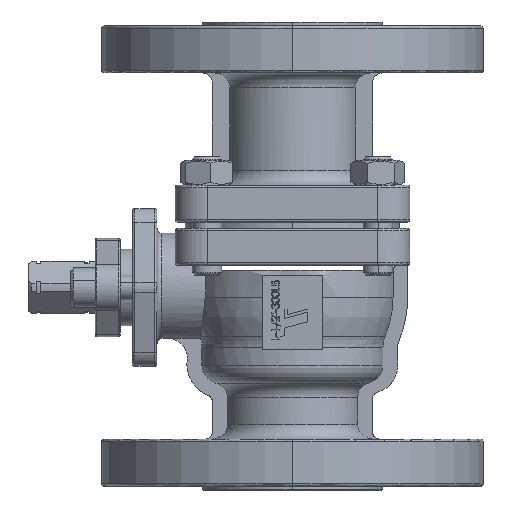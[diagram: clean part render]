
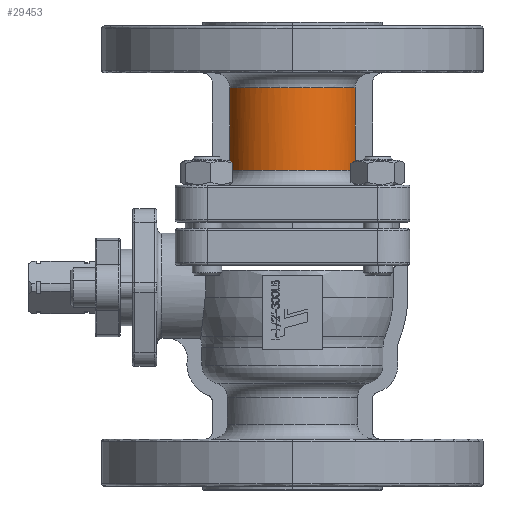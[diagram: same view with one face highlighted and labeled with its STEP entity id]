
A CAD part, left-side view. The second image highlights one B-rep face of the part: STEP entity #29453.
In plain terms, the highlighted cylindrical face has radius 26.5 mm (diameter 53 mm), a partial arc.
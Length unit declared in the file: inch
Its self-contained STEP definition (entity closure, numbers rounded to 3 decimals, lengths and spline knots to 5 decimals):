
#2365 = DIRECTION ( 'NONE',  ( 1., 0., 0. ) ) ;
#2857 = CARTESIAN_POINT ( 'NONE',  ( -0.40233, 0.96906, 1.87402 ) ) ;
#3389 = CARTESIAN_POINT ( 'NONE',  ( -0.29528, -1.00065, 1.87402 ) ) ;
#3710 = CARTESIAN_POINT ( 'NONE',  ( -0.29528, -1.00065, 1.87402 ) ) ;
#5389 = CARTESIAN_POINT ( 'NONE',  ( -0.29528, -1.00065, 3.19291 ) ) ;
#6666 = CARTESIAN_POINT ( 'NONE',  ( -0.29528, 1.00065, 3.19291 ) ) ;
#6835 = VERTEX_POINT ( 'NONE', #20095 ) ;
#6859 = CARTESIAN_POINT ( 'NONE',  ( -0.95481, 0.43507, 1.87402 ) ) ;
#6926 = CARTESIAN_POINT ( 'NONE',  ( -0.7688, 0.71407, 3.19291 ) ) ;
#6956 = CARTESIAN_POINT ( 'NONE',  ( -0.29528, 1.00065, 3.19291 ) ) ;
#8340 = EDGE_CURVE ( 'NONE', #43762, #28905, #22293, .T. ) ;
#10448 = CARTESIAN_POINT ( 'NONE',  ( -0.29528, 1.00065, 2.75328 ) ) ;
#10805 = B_SPLINE_CURVE_WITH_KNOTS ( 'NONE', 3,
 ( #5389, #21727, #38205, #26821, #47398, #27081, #48447, #27878, #10946, #51695, #51958, #44419, #18740, #6926, #31136, #23305, #31926, #6666 ),
 .UNSPECIFIED., .F., .F.,
 ( 4, 2, 2, 2, 2, 2, 2, 2, 4 ),
 ( 0., 0.125, 0.25, 0.375, 0.5, 0.625, 0.75, 0.875, 1. ),
 .UNSPECIFIED. ) ;
#10946 = CARTESIAN_POINT ( 'NONE',  ( -1.04331, -0.11162, 3.19291 ) ) ;
#11568 = ORIENTED_EDGE ( 'NONE', *, *, #48291, .T. ) ;
#11684 = CARTESIAN_POINT ( 'NONE',  ( -0.68751, -0.79264, 1.87402 ) ) ;
#13667 = ORIENTED_EDGE ( 'NONE', *, *, #22292, .T. ) ;
#14914 = CARTESIAN_POINT ( 'NONE',  ( -1.04331, -0.11162, 1.87402 ) ) ;
#15223 = FACE_OUTER_BOUND ( 'NONE', #17538, .T. ) ;
#17538 = EDGE_LOOP ( 'NONE', ( #46097, #37905, #13667, #11568 ) ) ;
#18740 = CARTESIAN_POINT ( 'NONE',  ( -0.90246, 0.53527, 3.19291 ) ) ;
#19285 = CARTESIAN_POINT ( 'NONE',  ( -0.29528, 1.00065, 1.87402 ) ) ;
#20095 = CARTESIAN_POINT ( 'NONE',  ( -0.29528, -1.00065, 3.19291 ) ) ;
#21727 = CARTESIAN_POINT ( 'NONE',  ( -0.40233, -0.96906, 3.19291 ) ) ;
#22292 = EDGE_CURVE ( 'NONE', #6835, #40383, #10805, .T. ) ;
#22293 = B_SPLINE_CURVE_WITH_KNOTS ( 'NONE', 3,
 ( #39721, #2857, #27270, #40244, #44084, #48380, #6859, #32116, #27812, #14914, #44353, #43801, #23231, #23752, #11684, #31324, #48645, #3389 ),
 .UNSPECIFIED., .F., .F.,
 ( 4, 2, 2, 2, 2, 2, 2, 2, 4 ),
 ( 0., 0.125, 0.25, 0.375, 0.5, 0.625, 0.75, 0.875, 1. ),
 .UNSPECIFIED. ) ;
#22602 = B_SPLINE_CURVE_WITH_KNOTS ( 'NONE', 3,
 ( #43507, #26445, #42964, #34283 ),
 .UNSPECIFIED., .F., .F.,
 ( 4, 4 ),
 ( 0., 1. ),
 .UNSPECIFIED. ) ;
#23231 = CARTESIAN_POINT ( 'NONE',  ( -0.90246, -0.53527, 1.87402 ) ) ;
#23305 = CARTESIAN_POINT ( 'NONE',  ( -0.50426, 0.92015, 3.19291 ) ) ;
#23752 = CARTESIAN_POINT ( 'NONE',  ( -0.7688, -0.71407, 1.87402 ) ) ;
#24125 = CARTESIAN_POINT ( 'NONE',  ( -0.29528, 1.00065, 1.87402 ) ) ;
#26445 = CARTESIAN_POINT ( 'NONE',  ( -0.29528, -1.00065, 2.31365 ) ) ;
#26477 = EDGE_CURVE ( 'NONE', #28905, #6835, #22602, .T. ) ;
#26807 = CYLINDRICAL_SURFACE ( 'NONE', #51787, 1.04331 ) ;
#26821 = CARTESIAN_POINT ( 'NONE',  ( -0.68751, -0.79264, 3.19291 ) ) ;
#27081 = CARTESIAN_POINT ( 'NONE',  ( -0.90246, -0.53527, 3.19291 ) ) ;
#27270 = CARTESIAN_POINT ( 'NONE',  ( -0.50426, 0.92015, 1.87402 ) ) ;
#27576 = B_SPLINE_CURVE_WITH_KNOTS ( 'NONE', 3,
 ( #6956, #10448, #48210, #19285 ),
 .UNSPECIFIED., .F., .F.,
 ( 4, 4 ),
 ( 0., 1. ),
 .UNSPECIFIED. ) ;
#27812 = CARTESIAN_POINT ( 'NONE',  ( -1.04331, 0.11162, 1.87402 ) ) ;
#27862 = CARTESIAN_POINT ( 'NONE',  ( 0., 0., 5.61846 ) ) ;
#27878 = CARTESIAN_POINT ( 'NONE',  ( -1.02524, -0.22322, 3.19291 ) ) ;
#28905 = VERTEX_POINT ( 'NONE', #3710 ) ;
#29453 = ADVANCED_FACE ( 'NONE', ( #15223 ), #26807, .T. ) ;
#31136 = CARTESIAN_POINT ( 'NONE',  ( -0.68751, 0.79264, 3.19291 ) ) ;
#31324 = CARTESIAN_POINT ( 'NONE',  ( -0.50426, -0.92015, 1.87402 ) ) ;
#31926 = CARTESIAN_POINT ( 'NONE',  ( -0.40233, 0.96906, 3.19291 ) ) ;
#32116 = CARTESIAN_POINT ( 'NONE',  ( -1.02524, 0.22322, 1.87402 ) ) ;
#34283 = CARTESIAN_POINT ( 'NONE',  ( -0.29528, -1.00065, 3.19291 ) ) ;
#37905 = ORIENTED_EDGE ( 'NONE', *, *, #26477, .T. ) ;
#38205 = CARTESIAN_POINT ( 'NONE',  ( -0.50426, -0.92015, 3.19291 ) ) ;
#39721 = CARTESIAN_POINT ( 'NONE',  ( -0.29528, 1.00065, 1.87402 ) ) ;
#39930 = CARTESIAN_POINT ( 'NONE',  ( -0.29528, 1.00065, 3.19291 ) ) ;
#40244 = CARTESIAN_POINT ( 'NONE',  ( -0.68751, 0.79264, 1.87402 ) ) ;
#40383 = VERTEX_POINT ( 'NONE', #39930 ) ;
#42964 = CARTESIAN_POINT ( 'NONE',  ( -0.29528, -1.00065, 2.75328 ) ) ;
#43507 = CARTESIAN_POINT ( 'NONE',  ( -0.29528, -1.00065, 1.87402 ) ) ;
#43762 = VERTEX_POINT ( 'NONE', #24125 ) ;
#43801 = CARTESIAN_POINT ( 'NONE',  ( -0.95481, -0.43507, 1.87402 ) ) ;
#44084 = CARTESIAN_POINT ( 'NONE',  ( -0.7688, 0.71407, 1.87402 ) ) ;
#44353 = CARTESIAN_POINT ( 'NONE',  ( -1.02524, -0.22322, 1.87402 ) ) ;
#44419 = CARTESIAN_POINT ( 'NONE',  ( -0.95481, 0.43507, 3.19291 ) ) ;
#46097 = ORIENTED_EDGE ( 'NONE', *, *, #8340, .T. ) ;
#47398 = CARTESIAN_POINT ( 'NONE',  ( -0.7688, -0.71407, 3.19291 ) ) ;
#48210 = CARTESIAN_POINT ( 'NONE',  ( -0.29528, 1.00065, 2.31365 ) ) ;
#48291 = EDGE_CURVE ( 'NONE', #40383, #43762, #27576, .T. ) ;
#48380 = CARTESIAN_POINT ( 'NONE',  ( -0.90246, 0.53527, 1.87402 ) ) ;
#48447 = CARTESIAN_POINT ( 'NONE',  ( -0.95481, -0.43507, 3.19291 ) ) ;
#48645 = CARTESIAN_POINT ( 'NONE',  ( -0.40233, -0.96906, 1.87402 ) ) ;
#51681 = DIRECTION ( 'NONE',  ( 0., 0., 1. ) ) ;
#51695 = CARTESIAN_POINT ( 'NONE',  ( -1.04331, 0.11162, 3.19291 ) ) ;
#51787 = AXIS2_PLACEMENT_3D ( 'NONE', #27862, #51681, #2365 ) ;
#51958 = CARTESIAN_POINT ( 'NONE',  ( -1.02524, 0.22322, 3.19291 ) ) ;
